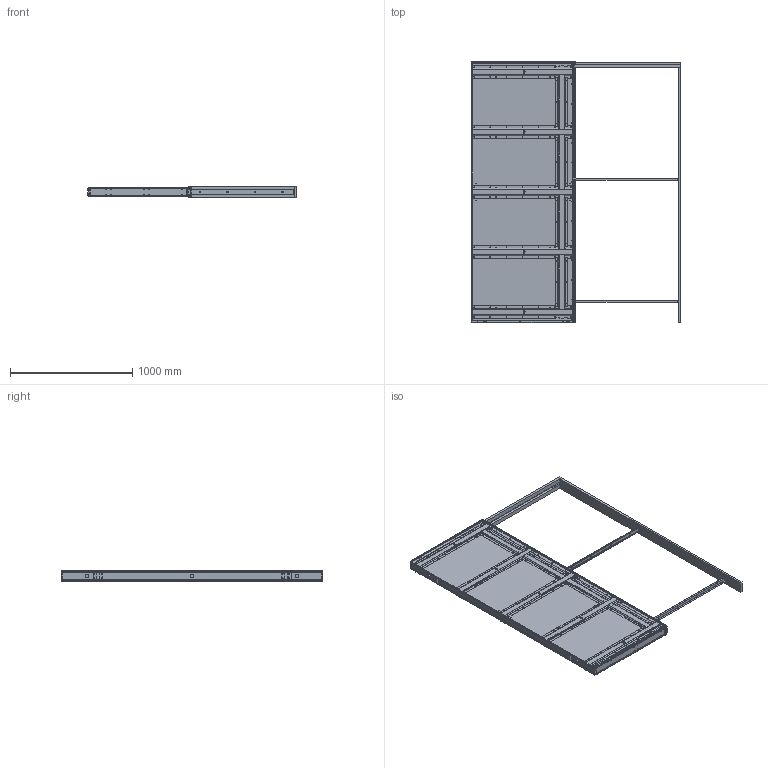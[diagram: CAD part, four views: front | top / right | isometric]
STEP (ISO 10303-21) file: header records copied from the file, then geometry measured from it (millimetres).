
FILE_DESCRIPTION(/* description */ (''),/* implementation_level */ '2;1');
FILE_NAME(/* name */ 'SAF-INSIDE80.stp',/* time_stamp */ '2019-08-08T11:29:14+02:00',/* author */ ('Marc'),/* organization */ (''),/* preprocessor_version */ 'ST-DEVELOPER v17.2',/* originating_system */ 'Autodesk Inventor 2019',/* authorisation */ '');
FILE_SCHEMA (('AUTOMOTIVE_DESIGN { 1 0 10303 214 3 1 1 }'));
Products named in the file (15): SAFINSIDE 800 MANTION S4P4; 22540; 22559; 22579; 22547; 22582; 22585; 22533; 22551; 22591; 22552; 22554; 22556_A; 22588_A; 22555
Assembly tree (35 placements, depth 2):
  SAFINSIDE 800 MANTION S4P4
    22540
    22559  x2
    22579
    22547  x2
    22582
    22585
    22533
    22551
    22591  x2
    22552
    22554  x2
    22556_A  x2
    22588_A  x10
    22555  x8
Bounding box: 1708.8 x 2137.6 x 95 mm (x, y, z)
Volume: 10990124.1 mm3; surface area: 13262216.1 mm2
Topology: 37 solids, 37 shells, 6110 faces, 16624 edges, 10860 vertices
Faces by surface type: plane 5192, cylinder 717, bspline 198, cone 3
Full cylindrical faces by diameter (mm): 2.5 x6, 4 x4, 4.2 x6, 4.5 x3, 5 x18, 5.05 x1, 28 x3
Entity records: 63493 total; most frequent: CARTESIAN_POINT 11725, ORIENTED_EDGE 10834, DIRECTION 10148, EDGE_CURVE 5417, LINE 4586, VECTOR 4586, VERTEX_POINT 3482, AXIS2_PLACEMENT_3D 2781
